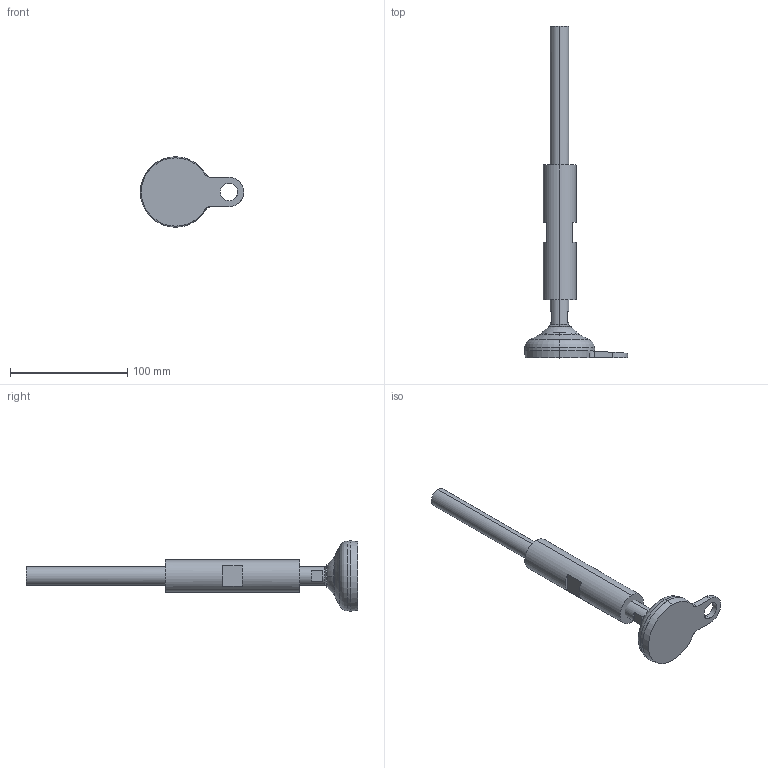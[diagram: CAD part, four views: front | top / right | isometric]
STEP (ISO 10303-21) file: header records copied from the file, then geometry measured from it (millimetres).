
FILE_DESCRIPTION (( 'STEP AP203' ), '1' );
FILE_NAME ('EHLFx1 - HLF61LC-M16-L255-W.STEP', '2024-09-02T19:09:48', ( '' ), ( '' ), 'SwSTEP 2.0', 'SolidWorks 2024', '' );
FILE_SCHEMA (( 'CONFIG_CONTROL_DESIGN' ));
Length unit declared in the file: millimetre
Products named in the file (1): EHLFx1 - HLF61LC-M16-L255-W
Bounding box: 88 x 283 x 60 mm (x, y, z)
Volume: 175077.6 mm3; surface area: 34636.8 mm2
Topology: 3 solids, 3 shells, 52 faces, 116 edges, 74 vertices
Faces by surface type: plane 21, cone 10, cylinder 9, torus 6, sphere 4, bspline 2
Entity records: 1616 total; most frequent: CARTESIAN_POINT 350, DIRECTION 270, ORIENTED_EDGE 232, EDGE_CURVE 116, AXIS2_PLACEMENT_3D 115, VERTEX_POINT 74, CIRCLE 64, EDGE_LOOP 60
